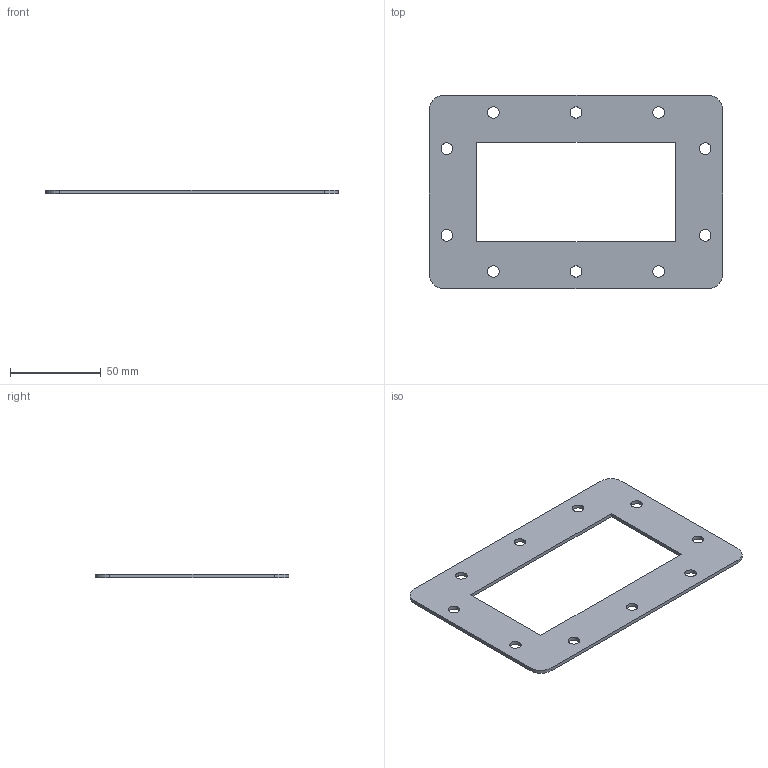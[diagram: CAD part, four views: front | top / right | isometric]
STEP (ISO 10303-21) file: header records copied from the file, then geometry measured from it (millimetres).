
FILE_DESCRIPTION (( 'STEP AP203' ), '1' );
FILE_NAME ('FMW430FS5_3D.step', '2022-04-12T17:39:58', ( '' ), ( '' ), 'SwSTEP 2.0', 'SolidWorks 2021', '' );
FILE_SCHEMA (( 'CONFIG_CONTROL_DESIGN' ));
Length unit declared in the file: inch
Products named in the file (1): FMW430FS5_3D
Bounding box: 161.1 x 106.4 x 2 mm (x, y, z)
Volume: 21609.8 mm3; surface area: 23706.6 mm2
Topology: 1 solids, 1 shells, 24 faces, 66 edges, 44 vertices
Faces by surface type: cylinder 14, plane 10
Full cylindrical faces by diameter (mm): 6.35 x10
Entity records: 851 total; most frequent: DIRECTION 134, CARTESIAN_POINT 125, ORIENTED_EDGE 112, EDGE_CURVE 56, EDGE_LOOP 56, AXIS2_PLACEMENT_3D 53, VERTEX_POINT 44, FACE_OUTER_BOUND 34
